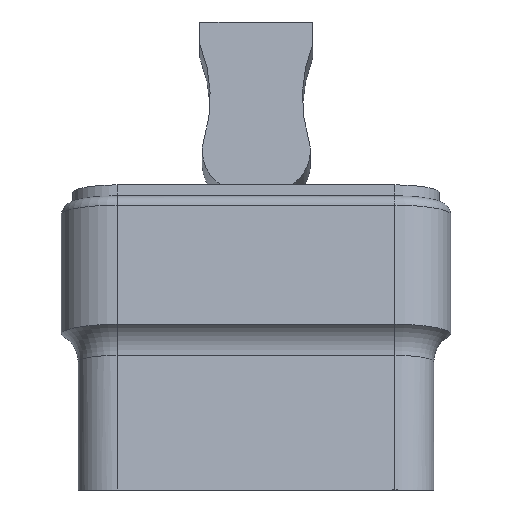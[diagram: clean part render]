
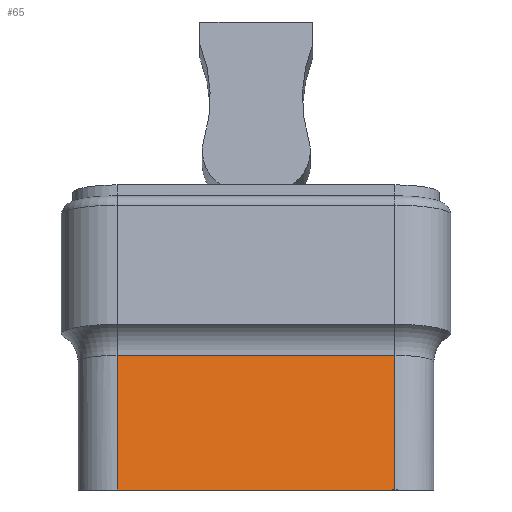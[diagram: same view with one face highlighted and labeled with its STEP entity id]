
A CAD part, left-side view. The second image highlights one B-rep face of the part: STEP entity #65.
In plain terms, the highlighted planar face has unit normal (-0.985, 0, 0.174).
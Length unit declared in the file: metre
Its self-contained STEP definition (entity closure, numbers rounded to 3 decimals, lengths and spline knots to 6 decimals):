
#65 = ADVANCED_FACE( 'NONE', ( #161 ), #162, .T. );
#161 = FACE_OUTER_BOUND( '', #286, .T. );
#162 = PLANE( '', #287 );
#286 = EDGE_LOOP( '', ( #410, #411, #412, #413 ) );
#287 = AXIS2_PLACEMENT_3D( '', #414, #415, #416 );
#410 = ORIENTED_EDGE( '', *, *, #763, .F. );
#411 = ORIENTED_EDGE( '', *, *, #764, .T. );
#412 = ORIENTED_EDGE( '', *, *, #765, .T. );
#413 = ORIENTED_EDGE( '', *, *, #766, .T. );
#414 = CARTESIAN_POINT( '', ( 0.314257, 0.248312, 0.682339 ) );
#415 = DIRECTION( '', ( -0.985, 0., 0.174 ) );
#416 = DIRECTION( '', ( 0., -1., 0. ) );
#763 = EDGE_CURVE( '', #906, #907, #908, .T. );
#764 = EDGE_CURVE( 'NONE', #906, #909, #910, .T. );
#765 = EDGE_CURVE( '', #909, #911, #912, .T. );
#766 = EDGE_CURVE( 'NONE', #911, #907, #913, .T. );
#906 = VERTEX_POINT( '', #1111 );
#907 = VERTEX_POINT( '', #1112 );
#908 = LINE( '', #1113, #1114 );
#909 = VERTEX_POINT( 'NONE', #1115 );
#910 = LINE( '', #1116, #1117 );
#911 = VERTEX_POINT( 'NONE', #1118 );
#912 = LINE( '', #1119, #1120 );
#913 = LINE( '', #1121, #1122 );
#1111 = CARTESIAN_POINT( '', ( 0.298654, -0.244154, 0.593855 ) );
#1112 = CARTESIAN_POINT( '', ( 0.298654, 0.248312, 0.593855 ) );
#1113 = CARTESIAN_POINT( '', ( 0.298654, 0.493075, 0.593855 ) );
#1114 = VECTOR( '', #1766, 1. );
#1115 = CARTESIAN_POINT( '', ( 0.340738, -0.244154, 0.832522 ) );
#1116 = CARTESIAN_POINT( '', ( 0.314257, -0.244154, 0.682339 ) );
#1117 = VECTOR( '', #1767, 1. );
#1118 = CARTESIAN_POINT( '', ( 0.340738, 0.248312, 0.832522 ) );
#1119 = CARTESIAN_POINT( '', ( 0.340738, 0.248312, 0.832522 ) );
#1120 = VECTOR( '', #1768, 1. );
#1121 = CARTESIAN_POINT( '', ( 0.314257, 0.248312, 0.682339 ) );
#1122 = VECTOR( '', #1769, 1. );
#1766 = DIRECTION( '', ( 0., 1., 0. ) );
#1767 = DIRECTION( '', ( 0.174, 0., 0.985 ) );
#1768 = DIRECTION( '', ( 0., 1., 0. ) );
#1769 = DIRECTION( '', ( -0.174, 0., -0.985 ) );
